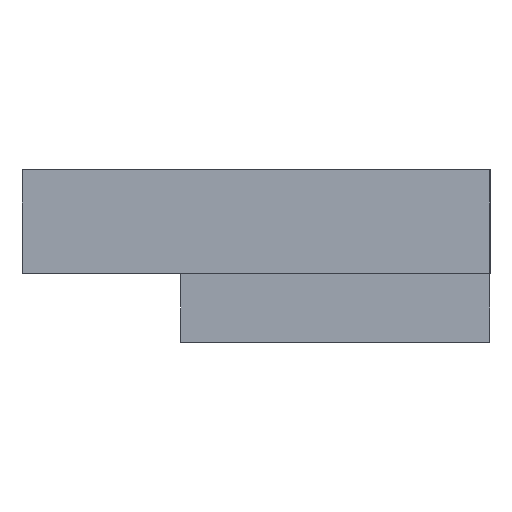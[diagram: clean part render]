
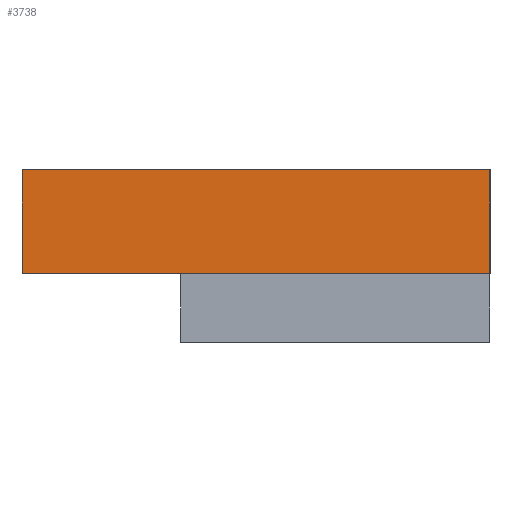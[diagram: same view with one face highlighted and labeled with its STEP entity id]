
A CAD part, left-side view. The second image highlights one B-rep face of the part: STEP entity #3738.
In plain terms, the highlighted planar face has unit normal (-1, 0, 0).
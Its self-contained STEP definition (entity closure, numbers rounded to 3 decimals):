
#23 = CARTESIAN_POINT ( 'NONE',  ( -430., 37.5, -5. ) ) ;
#81 = CARTESIAN_POINT ( 'NONE',  ( -430., 37.5, 5. ) ) ;
#271 = DIRECTION ( 'NONE',  ( 0., -1., 0. ) ) ;
#2370 = LINE ( 'NONE', #9461, #9925 ) ;
#2387 = ORIENTED_EDGE ( 'NONE', *, *, #7387, .T. ) ;
#2673 = CARTESIAN_POINT ( 'NONE',  ( -430., -52.5, 15. ) ) ;
#2924 = VERTEX_POINT ( 'NONE', #2673 ) ;
#3098 = DIRECTION ( 'NONE',  ( 0., 0., -1. ) ) ;
#3719 = CARTESIAN_POINT ( 'NONE',  ( -430., 13.5, 5. ) ) ;
#3738 = ADVANCED_FACE ( 'NONE', ( #8193 ), #8449, .F. ) ;
#3831 = DIRECTION ( 'NONE',  ( 0., 0., -1. ) ) ;
#4097 = EDGE_CURVE ( 'NONE', #9792, #2924, #5016, .T. ) ;
#4892 = LINE ( 'NONE', #81, #7100 ) ;
#5016 = LINE ( 'NONE', #6340, #6870 ) ;
#5334 = CARTESIAN_POINT ( 'NONE',  ( -430., 37.5, 15. ) ) ;
#5829 = EDGE_CURVE ( 'NONE', #2924, #9588, #9885, .T. ) ;
#6061 = DIRECTION ( 'NONE',  ( 1., 0., 0. ) ) ;
#6130 = DIRECTION ( 'NONE',  ( 0., 0., -1. ) ) ;
#6340 = CARTESIAN_POINT ( 'NONE',  ( -430., -52.5, 15. ) ) ;
#6431 = AXIS2_PLACEMENT_3D ( 'NONE', #3719, #6061, #6130 ) ;
#6653 = ORIENTED_EDGE ( 'NONE', *, *, #5829, .F. ) ;
#6868 = CARTESIAN_POINT ( 'NONE',  ( -430., -52.5, 5. ) ) ;
#6870 = VECTOR ( 'NONE', #8707, 1000. ) ;
#7100 = VECTOR ( 'NONE', #3098, 1000. ) ;
#7387 = EDGE_CURVE ( 'NONE', #9792, #9930, #4892, .T. ) ;
#7478 = CARTESIAN_POINT ( 'NONE',  ( -430., -52.5, -5. ) ) ;
#7639 = ORIENTED_EDGE ( 'NONE', *, *, #8614, .T. ) ;
#8193 = FACE_OUTER_BOUND ( 'NONE', #8966, .T. ) ;
#8449 = PLANE ( 'NONE',  #6431 ) ;
#8614 = EDGE_CURVE ( 'NONE', #9930, #9588, #2370, .T. ) ;
#8707 = DIRECTION ( 'NONE',  ( 0., -1., 0. ) ) ;
#8966 = EDGE_LOOP ( 'NONE', ( #7639, #6653, #9124, #2387 ) ) ;
#9124 = ORIENTED_EDGE ( 'NONE', *, *, #4097, .F. ) ;
#9461 = CARTESIAN_POINT ( 'NONE',  ( -430., 13.5, -5. ) ) ;
#9588 = VERTEX_POINT ( 'NONE', #7478 ) ;
#9650 = VECTOR ( 'NONE', #3831, 1000. ) ;
#9792 = VERTEX_POINT ( 'NONE', #5334 ) ;
#9885 = LINE ( 'NONE', #6868, #9650 ) ;
#9925 = VECTOR ( 'NONE', #271, 1000. ) ;
#9930 = VERTEX_POINT ( 'NONE', #23 ) ;
